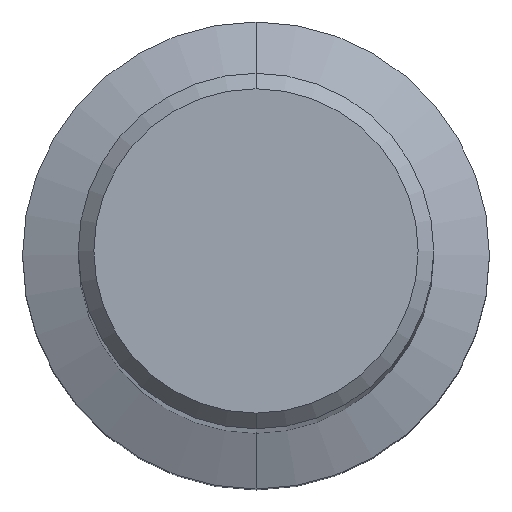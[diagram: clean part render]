
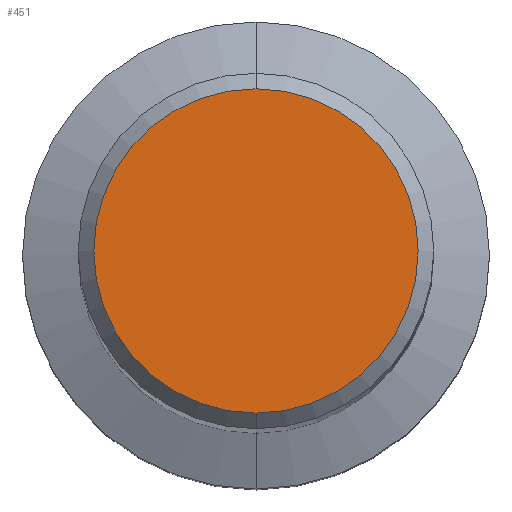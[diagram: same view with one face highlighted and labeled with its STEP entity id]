
A CAD part, top view. The second image highlights one B-rep face of the part: STEP entity #451.
In plain terms, the highlighted planar face has unit normal (0, 0, 1).
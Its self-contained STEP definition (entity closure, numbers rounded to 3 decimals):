
#223=VERTEX_POINT('',#582);
#235=EDGE_CURVE('',#223,#283,#596,.T.);
#283=VERTEX_POINT('',#647);
#289=EDGE_CURVE('',#283,#223,#653,.T.);
#451=ADVANCED_FACE('',(#830),#831,.T.);
#582=CARTESIAN_POINT('',(0.,-6.25,0.0));
#596=CIRCLE('',#991,6.25);
#647=CARTESIAN_POINT('',(0.0,6.25,0.0));
#653=CIRCLE('',#1105,6.25);
#830=FACE_OUTER_BOUND('',#1498,.T.);
#831=PLANE('',#1499);
#991=AXIS2_PLACEMENT_3D('',#1777,#1778,#1779);
#1105=AXIS2_PLACEMENT_3D('',#1822,#1823,#1824);
#1498=EDGE_LOOP('',(#2012,#2013));
#1499=AXIS2_PLACEMENT_3D('',#2014,#2015,#2016);
#1777=CARTESIAN_POINT('',(0.0,0.0,0.0));
#1778=DIRECTION('',(0.0,0.0,-1.0));
#1779=DIRECTION('',(0.0,1.0,0.0));
#1822=CARTESIAN_POINT('',(0.0,0.0,0.0));
#1823=DIRECTION('',(0.0,0.0,-1.0));
#1824=DIRECTION('',(0.0,1.0,0.0));
#2012=ORIENTED_EDGE('',*,*,#289,.F.);
#2013=ORIENTED_EDGE('',*,*,#235,.F.);
#2014=CARTESIAN_POINT('',(0.0,3.125,0.0));
#2015=DIRECTION('',(-0.0,0.0,1.0));
#2016=DIRECTION('',(0.0,-1.0,0.0));
